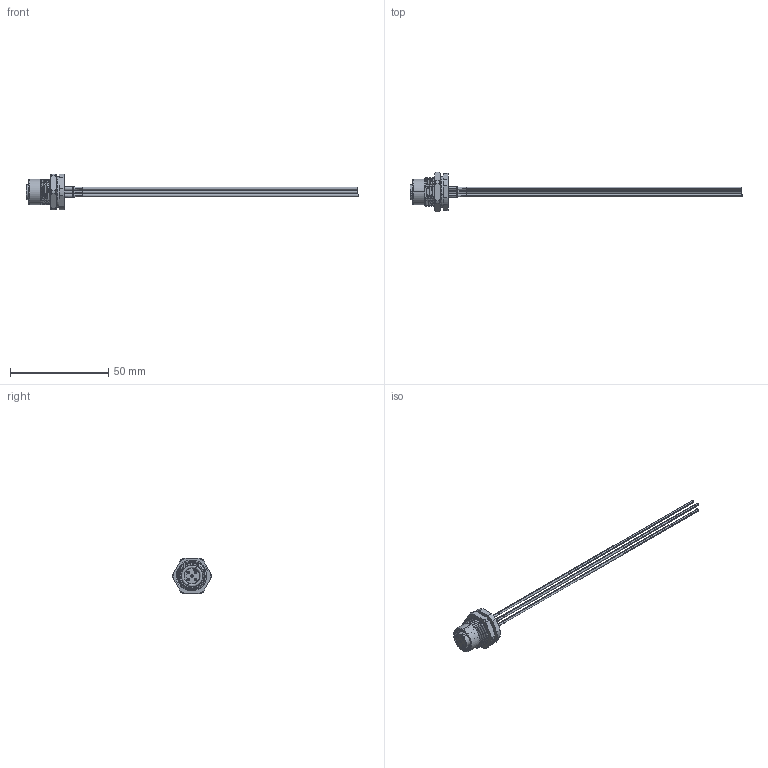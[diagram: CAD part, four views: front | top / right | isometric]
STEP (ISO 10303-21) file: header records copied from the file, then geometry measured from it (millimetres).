
FILE_DESCRIPTION (( 'STEP AP214' ), '1' );
FILE_NAME ('10-05689.STEP', '2023-10-03T17:57:14', ( '' ), ( '' ), 'SwSTEP 2.0', 'SolidWorks 2021', '' );
FILE_SCHEMA (( 'AUTOMOTIVE_DESIGN' ));
Length unit declared in the file: millimetre
Products named in the file (14): 54-00385-02___; 30-01756_blunt cut; 54-00385-03___; 54-00385-04___; 10-05689; 54-00385-01___; 54-00385-05___; Heat shrink; 54-00385; 54-00385-06___; 30-01753_blunt cut; 30-01755_blunt cut; 30-01752_blunt cut; 30-01754_blunt cut
Assembly tree (21 placements, depth 3):
  10-05689
    54-00385
      54-00385-01___
      54-00385-02___
      54-00385-03___  x5
      54-00385-06___
      54-00385-05___
      54-00385-04___
    30-01752_blunt cut
    30-01753_blunt cut
    30-01754_blunt cut
    30-01755_blunt cut
    30-01756_blunt cut
    Heat shrink  x5
Bounding box: 169 x 19.99 x 18 mm (x, y, z)
Volume: 4004.7 mm3; surface area: 21851.3 mm2
Topology: 106 solids, 106 shells, 1222 faces, 2822 edges, 1828 vertices
Faces by surface type: cylinder 576, plane 370, torus 103, bspline 93, cone 80
Entity records: 42940 total; most frequent: CARTESIAN_POINT 18521, DIRECTION 4174, ORIENTED_EDGE 3764, EDGE_CURVE 1882, AXIS2_PLACEMENT_3D 1779, VERTEX_POINT 1236, EDGE_LOOP 1050, CIRCLE 957
